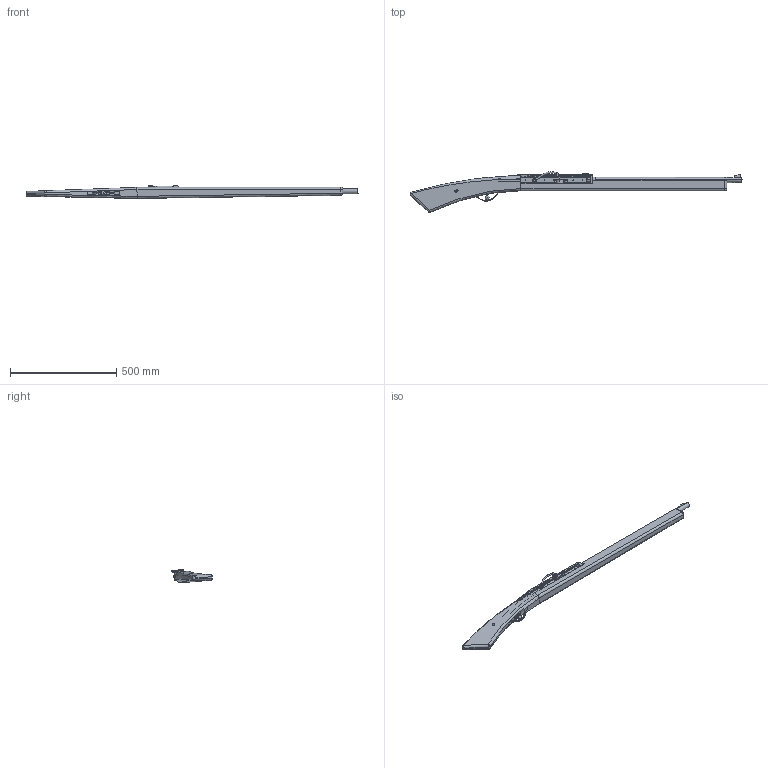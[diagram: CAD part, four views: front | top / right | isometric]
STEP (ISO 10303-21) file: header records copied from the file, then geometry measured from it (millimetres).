
FILE_DESCRIPTION (( 'STEP AP214' ), '1' );
FILE_NAME ('Korean King Seonjo Carbine.STEP', '2020-06-10T08:26:06', ( 'User' ), ( '' ), 'SwSTEP 2.0', 'SolidWorks 2018', '' );
FILE_SCHEMA (( 'AUTOMOTIVE_DESIGN' ));
Length unit declared in the file: millimetre
Products named in the file (13): Hammer; Touching holes; Barrel; Stock-1; Frame111; Korean King Seonjo Carbine; Spring; Assem Hammer; Scale; Part7; Winding Key; Trigger; Part5
Assembly tree (12 placements, depth 3):
  Korean King Seonjo Carbine
    Frame111
    Stock-1
    Barrel
    Touching holes
    Hammer
    Part5
    Trigger
    Winding Key
    Assem Hammer
      Part7
      Scale
    Spring
Bounding box: 1562.74 x 191.77 x 63.67 mm (x, y, z)
Volume: 3774625.3 mm3; surface area: 589503.9 mm2
Topology: 20 solids, 20 shells, 599 faces, 1556 edges, 981 vertices
Faces by surface type: plane 313, cylinder 172, bspline 67, torus 18, sphere 16, cone 13
Entity records: 26084 total; most frequent: CARTESIAN_POINT 9940, ORIENTED_EDGE 3066, DIRECTION 2637, EDGE_CURVE 1533, VERTEX_POINT 976, VECTOR 879, LINE 879, AXIS2_PLACEMENT_3D 879
